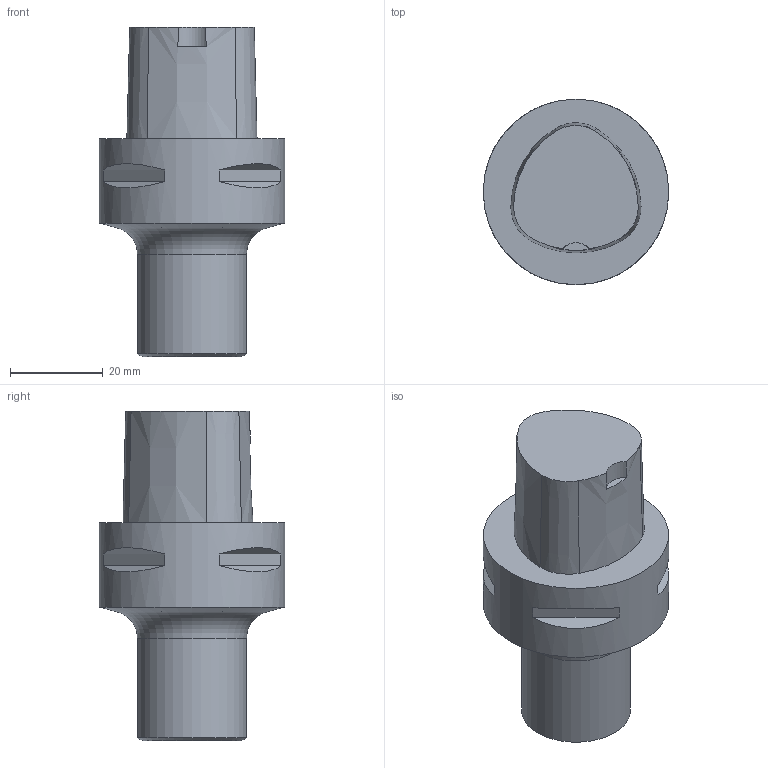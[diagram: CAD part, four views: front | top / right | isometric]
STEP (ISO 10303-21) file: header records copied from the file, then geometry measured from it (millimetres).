
FILE_DESCRIPTION(/* description */ (''),/* implementation_level */ '2;1');
FILE_NAME(/* name */ '1576494526979.stp',/* time_stamp */ '2019-12-16T16:38:58+05:00',/* author */ (''),/* organization */ ('SMS'),/* preprocessor_version */ 'ST-DEVELOPER v16.7',/* originating_system */ 'SIEMENS PLM Software NX 12.0',/* authorisation */ '');
FILE_SCHEMA (('AUTOMOTIVE_DESIGN { 1 0 10303 214 3 1 1 1 }'));
Length unit declared in the file: millimetre
Products named in the file (1): 201733188mod000_01
Bounding box: 40 x 40 x 71 mm (x, y, z)
Volume: 49161.1 mm3; surface area: 9363.6 mm2
Topology: 1 solids, 1 shells, 30 faces, 63 edges, 44 vertices
Faces by surface type: plane 17, cone 8, cylinder 4, torus 1
Full cylindrical faces by diameter (mm): 6 x1, 23.5 x1, 40 x1
Entity records: 847 total; most frequent: DIRECTION 154, CARTESIAN_POINT 139, ORIENTED_EDGE 112, AXIS2_PLACEMENT_3D 66, EDGE_CURVE 56, EDGE_LOOP 42, VERTEX_POINT 40, ADVANCED_FACE 30
